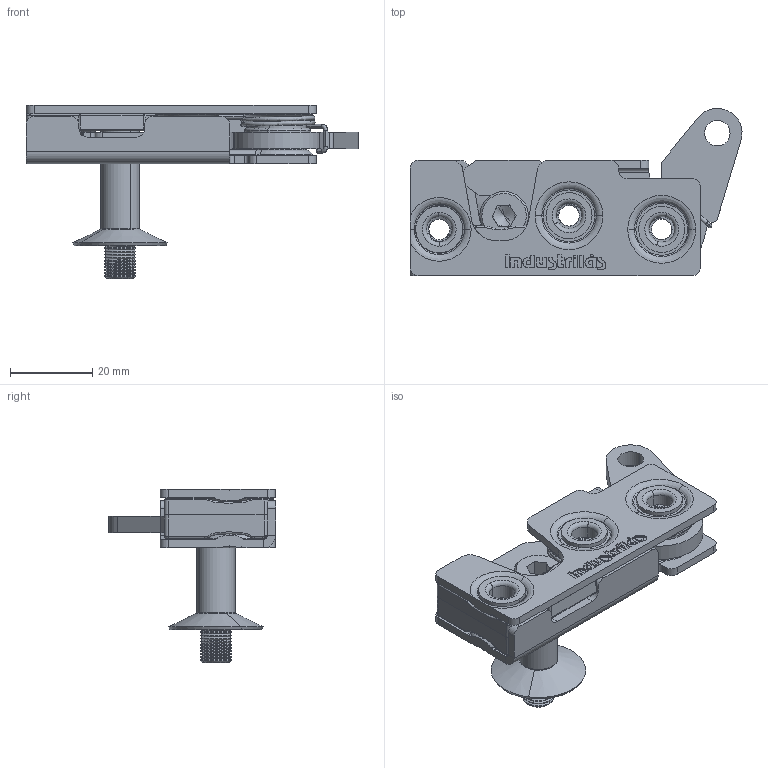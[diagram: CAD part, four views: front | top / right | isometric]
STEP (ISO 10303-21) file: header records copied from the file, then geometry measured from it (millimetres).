
FILE_DESCRIPTION (( 'STEP AP214' ), '1' );
FILE_NAME ('5224-11111011-02_Industrilas.step', '2025-09-08T12:55:18', ( '' ), ( '' ), 'SwSTEP 2.0', 'SolidWorks 2010', '' );
FILE_SCHEMA (( 'AUTOMOTIVE_DESIGN' ));
Length unit declared in the file: millimetre
Products named in the file (13): 00145370-1; 00087158-1; 00145444-1; 00132393(Default)-2-1; 00132387(In-line)-1-2; 522321-317000_threaded-rivet-1; 522321-318000_threaded-rivet2-1; 00131848(Single Stage)-2-2; 00131847(Top pull)-2-2; 00135958(startl�ge)-2-1; 00149988(mirror); 5224-11111011-02_Industrilas; 00145372-1
Assembly tree (13 placements, depth 3):
  5224-11111011-02_Industrilas
    522321-318000_threaded-rivet2-1
    522321-317000_threaded-rivet-1  x2
    00145372-1
      00145370-1
      00145444-1
      00087158-1
    00132387(In-line)-1-2
    00131848(Single Stage)-2-2
    00131847(Top pull)-2-2
    00149988(mirror)
    00132393(Default)-2-1
    00135958(startl�ge)-2-1
Bounding box: 80.59 x 40.58 x 42.1 mm (x, y, z)
Volume: 19854.1 mm3; surface area: 20845 mm2
Topology: 13 solids, 13 shells, 989 faces, 2441 edges, 1507 vertices
Faces by surface type: cylinder 334, plane 278, torus 166, bspline 105, cone 92, sphere 14
Entity records: 35055 total; most frequent: CARTESIAN_POINT 11503, DIRECTION 4638, ORIENTED_EDGE 4624, EDGE_CURVE 2312, AXIS2_PLACEMENT_3D 1823, VERTEX_POINT 1427, EDGE_LOOP 993, VECTOR 992
